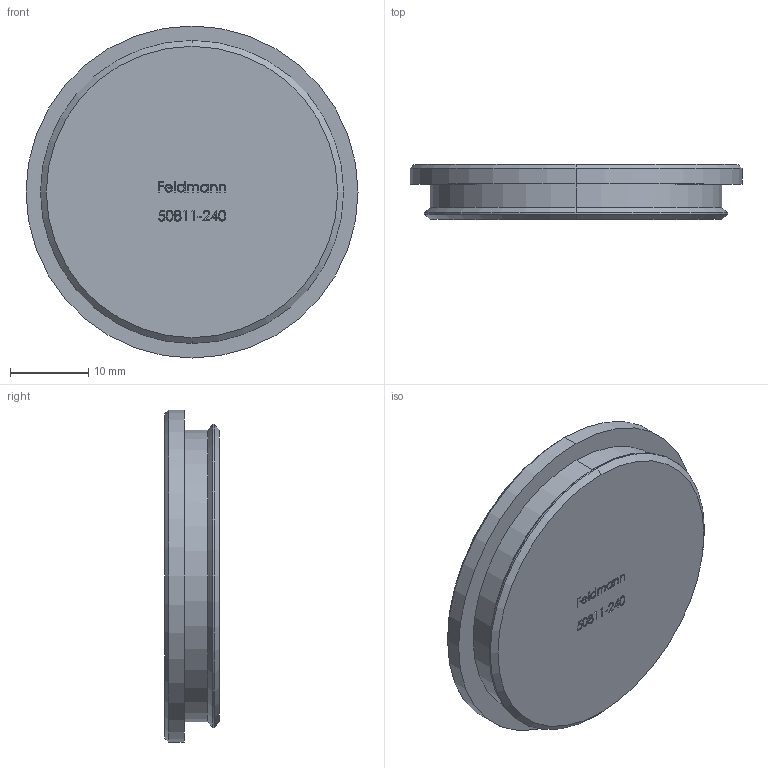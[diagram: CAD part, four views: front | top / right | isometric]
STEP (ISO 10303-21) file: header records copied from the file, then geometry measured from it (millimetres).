
FILE_DESCRIPTION (( 'STEP AP203' ), '1' );
FILE_NAME ('50811-240.STEP', '2018-11-30T11:46:02', ( '' ), ( '' ), 'SwSTEP 2.0', 'SolidWorks 2015', '' );
FILE_SCHEMA (( 'CONFIG_CONTROL_DESIGN' ));
Length unit declared in the file: millimetre
Products named in the file (1): 50811-240
Bounding box: 42.4 x 7 x 42.4 mm (x, y, z)
Volume: 8477.1 mm3; surface area: 3775.9 mm2
Topology: 1 solids, 1 shells, 232 faces, 604 edges, 400 vertices
Faces by surface type: plane 123, bspline 97, cone 6, cylinder 6
Entity records: 12559 total; most frequent: CARTESIAN_POINT 7438, ORIENTED_EDGE 1208, DIRECTION 698, EDGE_CURVE 604, VERTEX_POINT 400, LINE 394, VECTOR 394, EDGE_LOOP 258
